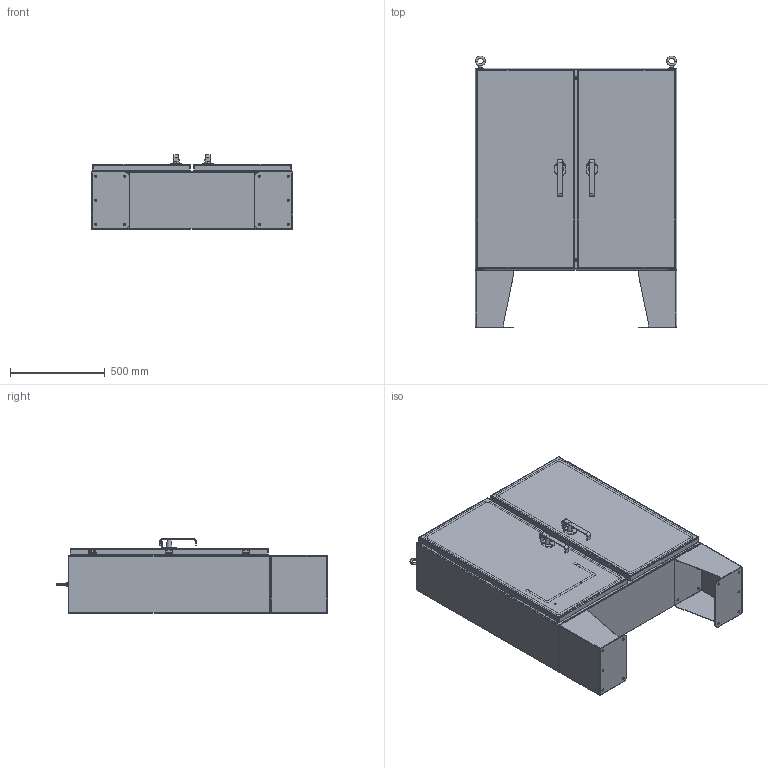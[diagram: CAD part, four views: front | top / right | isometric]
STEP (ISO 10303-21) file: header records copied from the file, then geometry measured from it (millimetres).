
FILE_DESCRIPTION((''),'2;1');
FILE_NAME('MEC30101-XX_ASM','2022-12-06T',('mehmet sokmen'),(''),'CREO PARAMETRIC BY PTC INC, 2014190','CREO PARAMETRIC BY PTC INC, 2014190','');
FILE_SCHEMA(('CONFIG_CONTROL_DESIGN'));
Length unit declared in the file: inch
Products named in the file (30): MEC20101-10; MEC20101-11; MEC20109-01; MEC20109-02; MEC20102-01; MEC20110-01; MEC20104-01; MEC20106-01; MEC20105-01; MEC20107-01; MEC20111-01; MEC30102-01_ASM; MEC20105-02; MEC20113-01; MEC20112-01; MEC20108-01; 1259N121; 01155-01; MEC10008-XX; 1254T202; MEC10007-XX; 01154-07; 33045T82; 92196A539; 01123-01; 01123-02; 01124-01-CLOSED; MEC10012-90; 01094-12; MEC30101-XX_ASM
Assembly tree (55 placements, depth 3):
  MEC30101-XX_ASM
    MEC20101-10
    MEC20101-11
    MEC20109-01
    MEC20109-02
    MEC20102-01
    MEC20110-01
    MEC20104-01
    MEC20106-01  x2
    MEC20105-01
    MEC30102-01_ASM
      MEC20107-01
      MEC20106-01  x2
      MEC20111-01  x2
    MEC20105-02
    MEC20113-01
    MEC20112-01
    MEC20108-01
    1259N121  x2
    01155-01  x8
    MEC10008-XX
    1254T202
    MEC10007-XX
    01154-07
    33045T82  x2
    92196A539  x3
    01123-01  x2
    01123-02  x4
    01124-01-CLOSED  x2
    MEC10012-90  x6
    01094-12  x2
Bounding box: 1066.8 x 1434.56 x 392.86 mm (x, y, z)
Volume: 17067029.8 mm3; surface area: 12754080.7 mm2
Topology: 84 solids, 84 shells, 2298 faces, 5622 edges, 3523 vertices
Faces by surface type: plane 1083, cylinder 924, cone 123, torus 72, bspline 64, sphere 32
Entity records: 48252 total; most frequent: CARTESIAN_POINT 13374, DIRECTION 7292, ORIENTED_EDGE 6930, EDGE_CURVE 3465, AXIS2_PLACEMENT_3D 2550, VECTOR 2192, LINE 2192, VERTEX_POINT 2149
